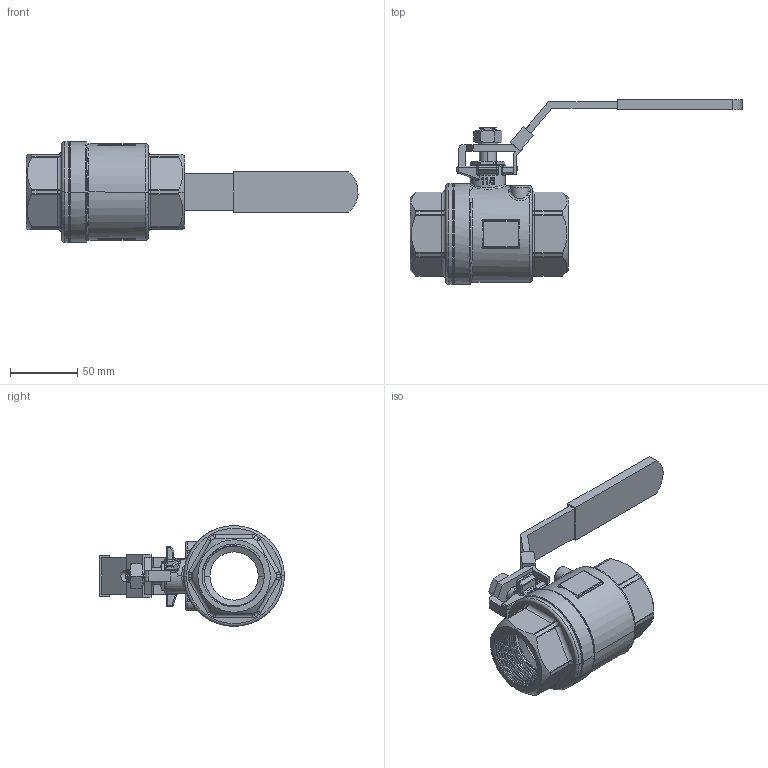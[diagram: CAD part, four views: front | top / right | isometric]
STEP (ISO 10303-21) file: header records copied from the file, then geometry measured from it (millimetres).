
FILE_DESCRIPTION((''),'2;1');
FILE_NAME('2006HL-040_ASM','2014-12-26T',('Administrator'),(''),'PRO/ENGINEER BY PARAMETRIC TECHNOLOGY CORPORATION, 2011080','PRO/ENGINEER BY PARAMETRIC TECHNOLOGY CORPORATION, 2011080','');
FILE_SCHEMA(('CONFIG_CONTROL_DESIGN'));
Products named in the file (8): 2006HL040-M01-01; 2006HL040-M02-01; 2006HL-STEM-040; 2006HL-STEMNUT-040; 2006HL-HANDLE-040; DIANPIAN040; LUOMU040; 2006HL-040_ASM
Assembly tree (7 placements, depth 2):
  2006HL-040_ASM
    2006HL040-M01-01
    2006HL040-M02-01
    2006HL-STEM-040
    2006HL-STEMNUT-040
    2006HL-HANDLE-040
    DIANPIAN040
    LUOMU040
Bounding box: 247.44 x 137.75 x 75 mm (x, y, z)
Volume: 228428.3 mm3; surface area: 92084.7 mm2
Topology: 7 solids, 7 shells, 766 faces, 1881 edges, 1140 vertices
Faces by surface type: cylinder 271, plane 171, bspline 158, torus 60, cone 51, sphere 32, extrusion 23
Entity records: 43832 total; most frequent: CARTESIAN_POINT 27222, ORIENTED_EDGE 3750, DIRECTION 2926, EDGE_CURVE 1875, VERTEX_POINT 1140, AXIS2_PLACEMENT_3D 1119, EDGE_LOOP 797, FACE_OUTER_BOUND 766
